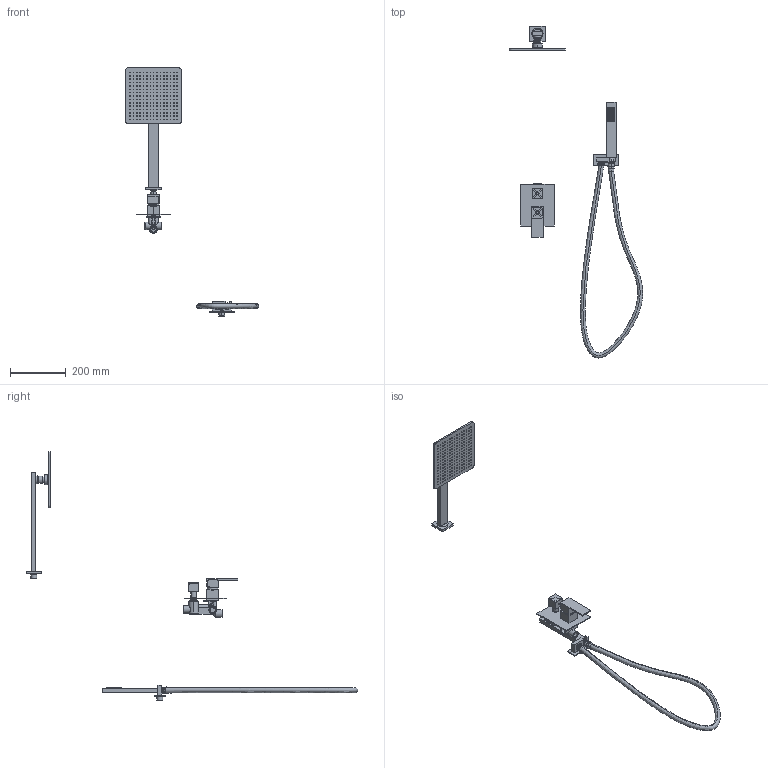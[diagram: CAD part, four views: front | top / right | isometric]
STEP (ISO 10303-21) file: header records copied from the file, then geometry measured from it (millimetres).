
FILE_DESCRIPTION (( 'STEP AP214' ), '1' );
FILE_NAME ('Y7523AS.STEP', '2020-02-10T08:41:34', ( '微软用户' ), ( '微软中国' ), 'SwSTEP 2.0', 'SolidWorks 2014', '' );
FILE_SCHEMA (( 'AUTOMOTIVE_DESIGN' ));
Length unit declared in the file: millimetre
Products named in the file (23): 做蚾棟郋; Y7523AS; 70552翋极; 7523A邀唌奪諉芛; 菁諉挴; 7523A花洒座接头; 7523A花洒座; 7523花洒座底板; 階驗124; 8702花洒; 7523A絳奪; 70352邀唌奪; 706忒梟(110); 703概郋杶; 71052奪諉挴124; 色钮(全白); M32X1.25装饰杯（塑料）; M37X1.25两级压盖（新）; 9111忒謫(蜊); D35P; 7523A花洒管; 70352醱啣; 7523A菁遠
Assembly tree (22 placements, depth 2):
  Y7523AS
    70352醱啣
    D35P
    M37X1.25两级压盖（新）
    M32X1.25装饰杯（塑料）
    色钮(全白)
    71052奪諉挴124
    703概郋杶
    706忒梟(110)
    70352邀唌奪
    7523A絳奪
    8702花洒
    階驗124
    7523花洒座底板
    7523A花洒座
    7523A花洒座接头
    菁諉挴
    7523A邀唌奪諉芛
    70552翋极
    做蚾棟郋
    7523A菁遠
    7523A花洒管
    9111忒謫(蜊)
Bounding box: 475.85 x 1184.99 x 887.24 mm (x, y, z)
Volume: 1123562.6 mm3; surface area: 458987 mm2
Topology: 24 solids, 24 shells, 3133 faces, 7190 edges, 4661 vertices
Faces by surface type: plane 1848, cylinder 964, cone 161, torus 117, bspline 33, sphere 10
Entity records: 97698 total; most frequent: CARTESIAN_POINT 23717, DIRECTION 15216, ORIENTED_EDGE 14332, EDGE_CURVE 7166, AXIS2_PLACEMENT_3D 5338, VERTEX_POINT 4659, VECTOR 4540, LINE 4540
